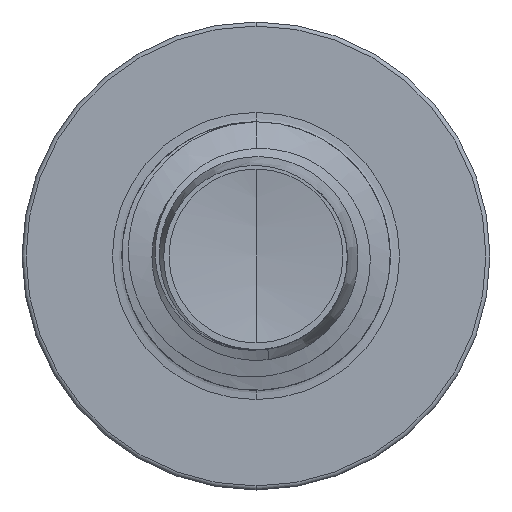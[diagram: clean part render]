
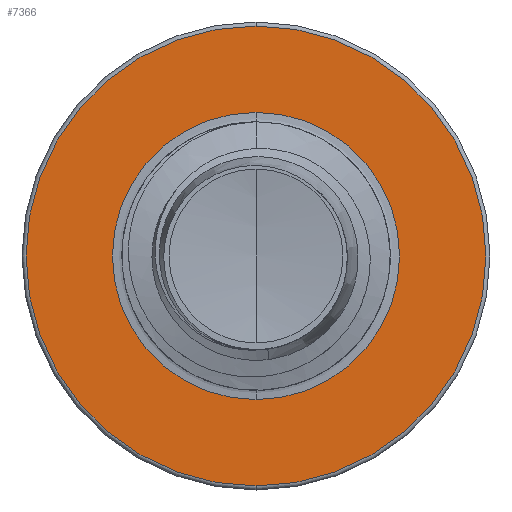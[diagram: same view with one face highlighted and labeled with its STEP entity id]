
A CAD part, front view. The second image highlights one B-rep face of the part: STEP entity #7366.
In plain terms, the highlighted planar face has unit normal (0, -1, 0).
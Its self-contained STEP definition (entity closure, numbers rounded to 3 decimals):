
#224 = FACE_OUTER_BOUND ( 'NONE', #7952, .T. ) ;
#318 = CARTESIAN_POINT ( 'NONE',  ( 0., 7., 0. ) ) ;
#432 = DIRECTION ( 'NONE',  ( 0., 0., 1. ) ) ;
#451 = DIRECTION ( 'NONE',  ( 0., 1., 0. ) ) ;
#479 = PLANE ( 'NONE',  #2822 ) ;
#531 = CARTESIAN_POINT ( 'NONE',  ( 0., 7., -1.872 ) ) ;
#767 = EDGE_LOOP ( 'NONE', ( #12227, #19681 ) ) ;
#963 = VERTEX_POINT ( 'NONE', #16993 ) ;
#1524 = CIRCLE ( 'NONE', #4469, 1.872 ) ;
#2145 = DIRECTION ( 'NONE',  ( 0., 0., 1. ) ) ;
#2628 = VERTEX_POINT ( 'NONE', #6384 ) ;
#2674 = AXIS2_PLACEMENT_3D ( 'NONE', #8166, #8145, #8112 ) ;
#2822 = AXIS2_PLACEMENT_3D ( 'NONE', #531, #451, #432 ) ;
#4469 = AXIS2_PLACEMENT_3D ( 'NONE', #318, #11952, #2145 ) ;
#4608 = ORIENTED_EDGE ( 'NONE', *, *, #17660, .F. ) ;
#5165 = CIRCLE ( 'NONE', #2674, 2.998 ) ;
#5190 = CARTESIAN_POINT ( 'NONE',  ( 0., 7., 2.998 ) ) ;
#5413 = DIRECTION ( 'NONE',  ( 0., 0., 1. ) ) ;
#5437 = DIRECTION ( 'NONE',  ( 0., 1., 0. ) ) ;
#5458 = CARTESIAN_POINT ( 'NONE',  ( 0., 7., 0. ) ) ;
#5802 = CARTESIAN_POINT ( 'NONE',  ( 0., 7., -1.872 ) ) ;
#5847 = VERTEX_POINT ( 'NONE', #5802 ) ;
#6384 = CARTESIAN_POINT ( 'NONE',  ( 0., 7., -2.997 ) ) ;
#7366 = ADVANCED_FACE ( 'NONE', ( #224, #13932 ), #479, .F. ) ;
#7789 = AXIS2_PLACEMENT_3D ( 'NONE', #9089, #19331, #10685 ) ;
#7863 = CIRCLE ( 'NONE', #12498, 1.872 ) ;
#7952 = EDGE_LOOP ( 'NONE', ( #4608, #9428 ) ) ;
#8112 = DIRECTION ( 'NONE',  ( 0., 0., 1. ) ) ;
#8145 = DIRECTION ( 'NONE',  ( 0., 1., 0. ) ) ;
#8166 = CARTESIAN_POINT ( 'NONE',  ( 0., 7., 0. ) ) ;
#9089 = CARTESIAN_POINT ( 'NONE',  ( 0., 7., 0. ) ) ;
#9428 = ORIENTED_EDGE ( 'NONE', *, *, #11174, .F. ) ;
#10685 = DIRECTION ( 'NONE',  ( 0., 0., 1. ) ) ;
#11174 = EDGE_CURVE ( 'NONE', #2628, #19542, #5165, .T. ) ;
#11952 = DIRECTION ( 'NONE',  ( 0., 1., 0. ) ) ;
#12182 = EDGE_CURVE ( 'NONE', #963, #5847, #7863, .T. ) ;
#12227 = ORIENTED_EDGE ( 'NONE', *, *, #12182, .T. ) ;
#12498 = AXIS2_PLACEMENT_3D ( 'NONE', #5458, #5437, #5413 ) ;
#13932 = FACE_BOUND ( 'NONE', #767, .T. ) ;
#16905 = CIRCLE ( 'NONE', #7789, 2.998 ) ;
#16993 = CARTESIAN_POINT ( 'NONE',  ( 0., 7., 1.872 ) ) ;
#17499 = EDGE_CURVE ( 'NONE', #5847, #963, #1524, .T. ) ;
#17660 = EDGE_CURVE ( 'NONE', #19542, #2628, #16905, .T. ) ;
#19331 = DIRECTION ( 'NONE',  ( 0., 1., 0. ) ) ;
#19542 = VERTEX_POINT ( 'NONE', #5190 ) ;
#19681 = ORIENTED_EDGE ( 'NONE', *, *, #17499, .T. ) ;
